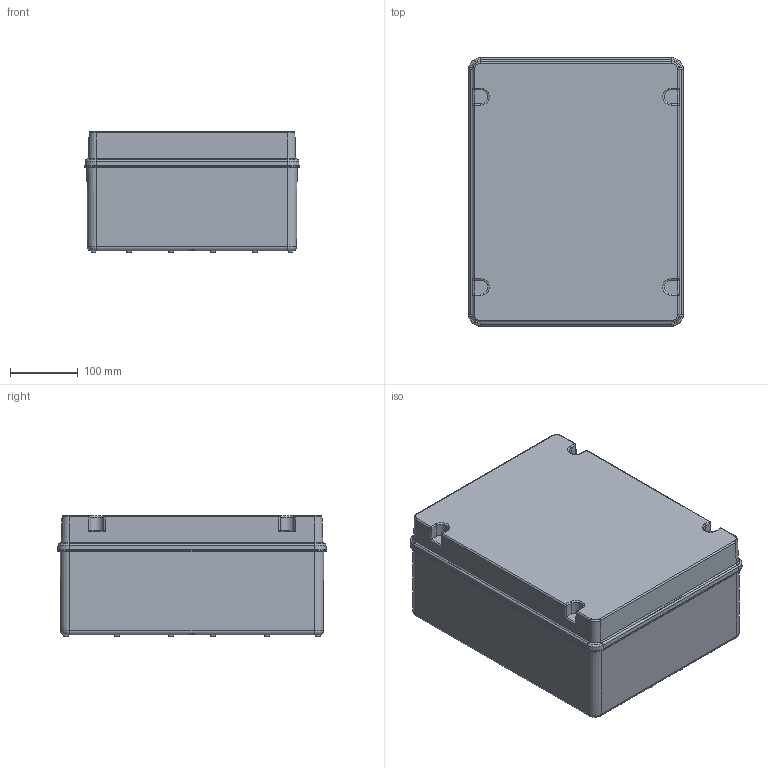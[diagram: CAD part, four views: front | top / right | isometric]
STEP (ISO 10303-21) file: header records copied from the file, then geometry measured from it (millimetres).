
FILE_DESCRIPTION((''),'2;1');
FILE_NAME('GW44120_ASM','2020-10-09T10:28:27',('user'),('Axiro Italia'),'CREO PARAMETRIC BY PTC INC, 2020074','CREO PARAMETRIC BY PTC INC, 2020074','');
FILE_SCHEMA(('CONFIG_CONTROL_DESIGN'));
Length unit declared in the file: millimetre
Products named in the file (3): 55916365CXXX_FONDO_ALTO_CASS_IP; 55910293C2XX_TAB_COPERCHIO_BASS; GW44120_ASM
Assembly tree (2 placements, depth 2):
  GW44120_ASM
    55916365CXXX_FONDO_ALTO_CASS_IP
    55910293C2XX_TAB_COPERCHIO_BASS
Bounding box: 317.2 x 396 x 178 mm (x, y, z)
Volume: 1858953.6 mm3; surface area: 1089240 mm2
Topology: 2 solids, 2 shells, 1617 faces, 4281 edges, 2787 vertices
Faces by surface type: plane 1151, cone 360, cylinder 66, torus 32, sphere 8
Entity records: 50212 total; most frequent: CARTESIAN_POINT 9540, ORIENTED_EDGE 8546, DIRECTION 8216, EDGE_CURVE 4273, VECTOR 3334, LINE 3334, VERTEX_POINT 2787, AXIS2_PLACEMENT_3D 2441
